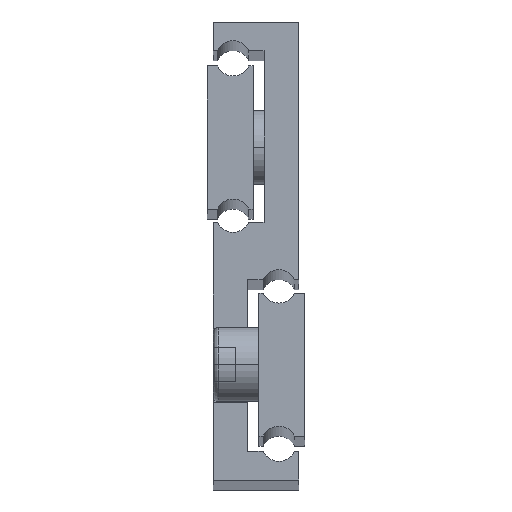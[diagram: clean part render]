
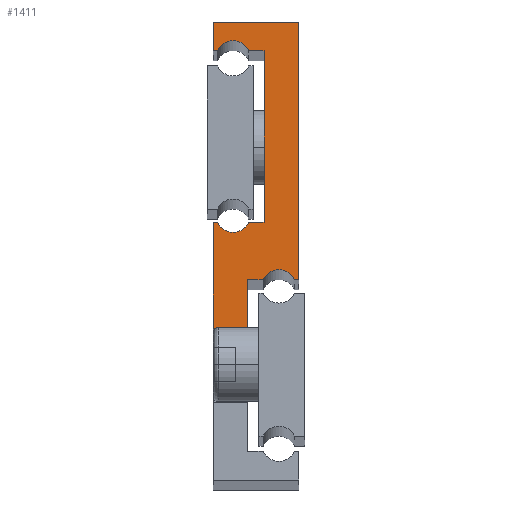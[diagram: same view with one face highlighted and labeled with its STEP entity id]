
A CAD part, top view. The second image highlights one B-rep face of the part: STEP entity #1411.
In plain terms, the highlighted planar face has unit normal (0, 0, 1).
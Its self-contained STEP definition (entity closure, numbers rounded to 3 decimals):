
#76 = ORIENTED_EDGE ( 'NONE', *, *, #1395, .T. ) ;
#159 = ORIENTED_EDGE ( 'NONE', *, *, #1421, .T. ) ;
#168 = CARTESIAN_POINT ( 'NONE',  ( 0., 45., 500. ) ) ;
#193 = EDGE_CURVE ( 'NONE', #1013, #237, #1726, .T. ) ;
#237 = VERTEX_POINT ( 'NONE', #1046 ) ;
#238 = DIRECTION ( 'NONE',  ( 1., 0., 0. ) ) ;
#251 = EDGE_CURVE ( 'NONE', #1208, #689, #984, .T. ) ;
#276 = CARTESIAN_POINT ( 'NONE',  ( 15., 35., 500. ) ) ;
#292 = ORIENTED_EDGE ( 'NONE', *, *, #251, .T. ) ;
#305 = CARTESIAN_POINT ( 'NONE',  ( 15., 80., 500. ) ) ;
#335 = ORIENTED_EDGE ( 'NONE', *, *, #380, .T. ) ;
#341 = VECTOR ( 'NONE', #814, 1000. ) ;
#344 = DIRECTION ( 'NONE',  ( 0., 0., -1. ) ) ;
#354 = DIRECTION ( 'NONE',  ( 0., 1., 0. ) ) ;
#368 = DIRECTION ( 'NONE',  ( 0., -1., 0. ) ) ;
#380 = EDGE_CURVE ( 'NONE', #1609, #2122, #510, .T. ) ;
#381 = PLANE ( 'NONE',  #1875 ) ;
#385 = LINE ( 'NONE', #1923, #2017 ) ;
#412 = ORIENTED_EDGE ( 'NONE', *, *, #1076, .T. ) ;
#414 = DIRECTION ( 'NONE',  ( 0., 0., -1. ) ) ;
#436 = VERTEX_POINT ( 'NONE', #501 ) ;
#440 = DIRECTION ( 'NONE',  ( 0., 0., -1. ) ) ;
#473 = DIRECTION ( 'NONE',  ( -1., 0., 0. ) ) ;
#479 = CIRCLE ( 'NONE', #1084, 3. ) ;
#500 = CARTESIAN_POINT ( 'NONE',  ( 0., 45., 500. ) ) ;
#501 = CARTESIAN_POINT ( 'NONE',  ( 6.227, 75., 500. ) ) ;
#502 = EDGE_CURVE ( 'NONE', #1843, #1361, #1362, .T. ) ;
#510 = LINE ( 'NONE', #168, #1902 ) ;
#527 = VECTOR ( 'NONE', #1380, 1000. ) ;
#539 = ORIENTED_EDGE ( 'NONE', *, *, #706, .T. ) ;
#545 = LINE ( 'NONE', #1727, #527 ) ;
#653 = VERTEX_POINT ( 'NONE', #1930 ) ;
#666 = EDGE_CURVE ( 'NONE', #436, #1381, #1778, .T. ) ;
#689 = VERTEX_POINT ( 'NONE', #1939 ) ;
#706 = EDGE_CURVE ( 'NONE', #905, #1843, #1253, .T. ) ;
#746 = VERTEX_POINT ( 'NONE', #1759 ) ;
#752 = DIRECTION ( 'NONE',  ( 1., 0., 0. ) ) ;
#753 = EDGE_CURVE ( 'NONE', #237, #436, #1133, .T. ) ;
#799 = EDGE_CURVE ( 'NONE', #653, #1208, #1690, .T. ) ;
#808 = DIRECTION ( 'NONE',  ( 0., -1., 0. ) ) ;
#809 = DIRECTION ( 'NONE',  ( -1., 0., 0. ) ) ;
#814 = DIRECTION ( 'NONE',  ( 0., -1., 0. ) ) ;
#861 = DIRECTION ( 'NONE',  ( -1., 0., 0. ) ) ;
#888 = CARTESIAN_POINT ( 'NONE',  ( 0., 80., 500. ) ) ;
#905 = VERTEX_POINT ( 'NONE', #1666 ) ;
#909 = FACE_OUTER_BOUND ( 'NONE', #1613, .T. ) ;
#910 = ORIENTED_EDGE ( 'NONE', *, *, #799, .T. ) ;
#919 = CARTESIAN_POINT ( 'NONE',  ( 0., 75., 500. ) ) ;
#920 = CARTESIAN_POINT ( 'NONE',  ( 6., 35., 500. ) ) ;
#926 = EDGE_CURVE ( 'NONE', #2211, #1013, #1135, .T. ) ;
#931 = DIRECTION ( 'NONE',  ( 1., 0., 0. ) ) ;
#938 = VECTOR ( 'NONE', #368, 1000. ) ;
#949 = CARTESIAN_POINT ( 'NONE',  ( 6.227, 75., 500. ) ) ;
#951 = EDGE_CURVE ( 'NONE', #1361, #653, #385, .T. ) ;
#963 = LINE ( 'NONE', #1783, #341 ) ;
#972 = VECTOR ( 'NONE', #808, 1000. ) ;
#984 = LINE ( 'NONE', #276, #2016 ) ;
#1001 = VERTEX_POINT ( 'NONE', #1383 ) ;
#1013 = VERTEX_POINT ( 'NONE', #1405 ) ;
#1036 = DIRECTION ( 'NONE',  ( -1., 0., 0. ) ) ;
#1046 = CARTESIAN_POINT ( 'NONE',  ( 0.773, 75., 500. ) ) ;
#1058 = LINE ( 'NONE', #1717, #1136 ) ;
#1062 = CARTESIAN_POINT ( 'NONE',  ( 6., 5., 500. ) ) ;
#1068 = VECTOR ( 'NONE', #1112, 1000. ) ;
#1076 = EDGE_CURVE ( 'NONE', #746, #1001, #1058, .T. ) ;
#1084 = AXIS2_PLACEMENT_3D ( 'NONE', #1866, #344, #1036 ) ;
#1112 = DIRECTION ( 'NONE',  ( 1., 0., 0. ) ) ;
#1133 = CIRCLE ( 'NONE', #2162, 3. ) ;
#1135 = LINE ( 'NONE', #1804, #972 ) ;
#1136 = VECTOR ( 'NONE', #473, 1000. ) ;
#1163 = ORIENTED_EDGE ( 'NONE', *, *, #502, .T. ) ;
#1208 = VERTEX_POINT ( 'NONE', #1880 ) ;
#1212 = CARTESIAN_POINT ( 'NONE',  ( 6., 26.5, 500. ) ) ;
#1237 = LINE ( 'NONE', #1706, #938 ) ;
#1253 = LINE ( 'NONE', #1447, #1762 ) ;
#1260 = ORIENTED_EDGE ( 'NONE', *, *, #666, .T. ) ;
#1325 = CARTESIAN_POINT ( 'NONE',  ( 0.773, 45., 500. ) ) ;
#1342 = DIRECTION ( 'NONE',  ( -1., 0., 0. ) ) ;
#1361 = VERTEX_POINT ( 'NONE', #920 ) ;
#1362 = LINE ( 'NONE', #1062, #1512 ) ;
#1364 = VECTOR ( 'NONE', #809, 1000. ) ;
#1380 = DIRECTION ( 'NONE',  ( 0., 1., 0. ) ) ;
#1381 = VERTEX_POINT ( 'NONE', #2070 ) ;
#1383 = CARTESIAN_POINT ( 'NONE',  ( 6.227, 45., 500. ) ) ;
#1395 = EDGE_CURVE ( 'NONE', #689, #1578, #545, .T. ) ;
#1405 = CARTESIAN_POINT ( 'NONE',  ( 0., 75., 500. ) ) ;
#1411 = ADVANCED_FACE ( 'NONE', ( #909 ), #381, .F. ) ;
#1421 = EDGE_CURVE ( 'NONE', #1381, #746, #1237, .T. ) ;
#1447 = CARTESIAN_POINT ( 'NONE',  ( 0., 26.5, 500. ) ) ;
#1457 = EDGE_CURVE ( 'NONE', #2122, #905, #963, .T. ) ;
#1458 = DIRECTION ( 'NONE',  ( 1., 0., 0. ) ) ;
#1481 = CARTESIAN_POINT ( 'NONE',  ( 11.5, 33.75, 500. ) ) ;
#1512 = VECTOR ( 'NONE', #354, 1000. ) ;
#1558 = ORIENTED_EDGE ( 'NONE', *, *, #2065, .T. ) ;
#1578 = VERTEX_POINT ( 'NONE', #1796 ) ;
#1609 = VERTEX_POINT ( 'NONE', #1325 ) ;
#1613 = EDGE_LOOP ( 'NONE', ( #1941, #539, #1163, #1623, #910, #292, #76, #1558, #1758, #2205, #2123, #1260, #159, #412, #1859, #335 ) ) ;
#1623 = ORIENTED_EDGE ( 'NONE', *, *, #951, .T. ) ;
#1630 = DIRECTION ( 'NONE',  ( 0., 0., -1. ) ) ;
#1666 = CARTESIAN_POINT ( 'NONE',  ( 0., 26.5, 500. ) ) ;
#1690 = CIRCLE ( 'NONE', #2049, 3. ) ;
#1706 = CARTESIAN_POINT ( 'NONE',  ( 8.9, 75., 500. ) ) ;
#1714 = EDGE_CURVE ( 'NONE', #1001, #1609, #479, .T. ) ;
#1717 = CARTESIAN_POINT ( 'NONE',  ( 6.227, 45., 500. ) ) ;
#1726 = LINE ( 'NONE', #919, #1756 ) ;
#1727 = CARTESIAN_POINT ( 'NONE',  ( 15., 80., 500. ) ) ;
#1737 = DIRECTION ( 'NONE',  ( -1., 0., 0. ) ) ;
#1756 = VECTOR ( 'NONE', #931, 1000. ) ;
#1758 = ORIENTED_EDGE ( 'NONE', *, *, #926, .T. ) ;
#1759 = CARTESIAN_POINT ( 'NONE',  ( 8.9, 45., 500. ) ) ;
#1762 = VECTOR ( 'NONE', #752, 1000. ) ;
#1778 = LINE ( 'NONE', #949, #1068 ) ;
#1783 = CARTESIAN_POINT ( 'NONE',  ( 0., 0., 500. ) ) ;
#1796 = CARTESIAN_POINT ( 'NONE',  ( 15., 80., 500. ) ) ;
#1804 = CARTESIAN_POINT ( 'NONE',  ( 0., 80., 500. ) ) ;
#1843 = VERTEX_POINT ( 'NONE', #1212 ) ;
#1859 = ORIENTED_EDGE ( 'NONE', *, *, #1714, .T. ) ;
#1863 = LINE ( 'NONE', #305, #1364 ) ;
#1866 = CARTESIAN_POINT ( 'NONE',  ( 3.5, 46.25, 500. ) ) ;
#1875 = AXIS2_PLACEMENT_3D ( 'NONE', #2105, #414, #1737 ) ;
#1880 = CARTESIAN_POINT ( 'NONE',  ( 14.227, 35., 500. ) ) ;
#1899 = DIRECTION ( 'NONE',  ( 1., 0., 0. ) ) ;
#1902 = VECTOR ( 'NONE', #861, 1000. ) ;
#1923 = CARTESIAN_POINT ( 'NONE',  ( 8.773, 35., 500. ) ) ;
#1930 = CARTESIAN_POINT ( 'NONE',  ( 8.773, 35., 500. ) ) ;
#1939 = CARTESIAN_POINT ( 'NONE',  ( 15., 35., 500. ) ) ;
#1941 = ORIENTED_EDGE ( 'NONE', *, *, #1457, .T. ) ;
#2016 = VECTOR ( 'NONE', #1458, 1000. ) ;
#2017 = VECTOR ( 'NONE', #1899, 1000. ) ;
#2049 = AXIS2_PLACEMENT_3D ( 'NONE', #1481, #1630, #1342 ) ;
#2065 = EDGE_CURVE ( 'NONE', #1578, #2211, #1863, .T. ) ;
#2070 = CARTESIAN_POINT ( 'NONE',  ( 8.9, 75., 500. ) ) ;
#2105 = CARTESIAN_POINT ( 'NONE',  ( 3.5, 46.25, 500. ) ) ;
#2122 = VERTEX_POINT ( 'NONE', #500 ) ;
#2123 = ORIENTED_EDGE ( 'NONE', *, *, #753, .T. ) ;
#2138 = CARTESIAN_POINT ( 'NONE',  ( 3.5, 73.75, 500. ) ) ;
#2162 = AXIS2_PLACEMENT_3D ( 'NONE', #2138, #440, #238 ) ;
#2205 = ORIENTED_EDGE ( 'NONE', *, *, #193, .T. ) ;
#2211 = VERTEX_POINT ( 'NONE', #888 ) ;
